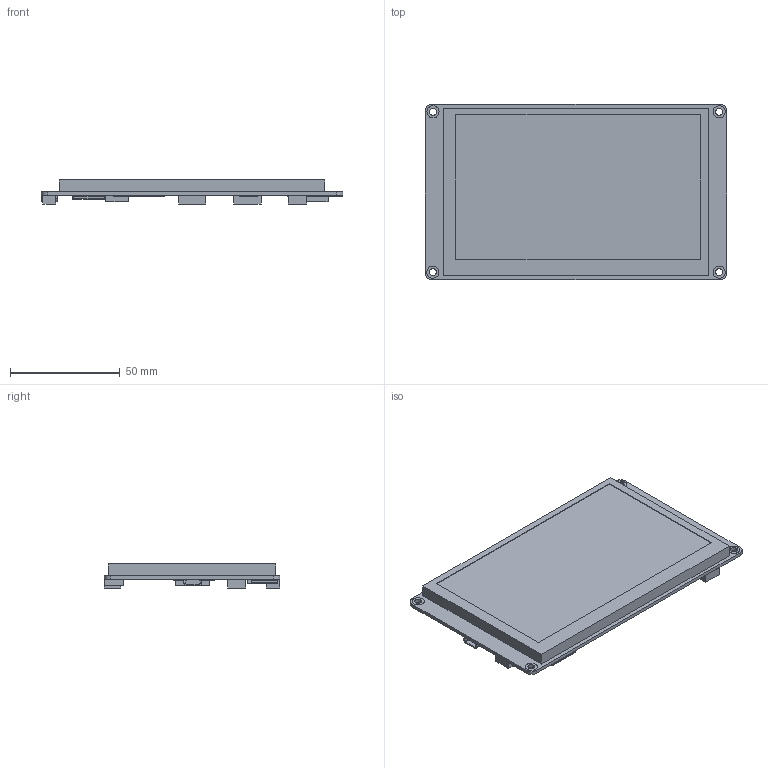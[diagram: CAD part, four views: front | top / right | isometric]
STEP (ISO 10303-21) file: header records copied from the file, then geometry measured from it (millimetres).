
FILE_DESCRIPTION (( 'STEP AP214' ), '1' );
FILE_NAME ('ESP32 display-5.0 Inch HMI Display 800x480 RGB.STEP', '2023-09-02T17:54:43', ( '' ), ( '' ), 'SwSTEP 2.0', 'SolidWorks 2021', '' );
FILE_SCHEMA (( 'AUTOMOTIVE_DESIGN' ));
Length unit declared in the file: millimetre
Products named in the file (1): ESP32 display-5.0 Inch HMI Display 800x480 RGB
Bounding box: 137.2 x 79.9 x 11 mm (x, y, z)
Volume: 67666.6 mm3; surface area: 26408.7 mm2
Topology: 1 solids, 1 shells, 269 faces, 750 edges, 500 vertices
Faces by surface type: plane 243, cylinder 26
Entity records: 11450 total; most frequent: CARTESIAN_POINT 1520, ORIENTED_EDGE 1500, DIRECTION 1342, EDGE_CURVE 750, LINE 698, VECTOR 698, VERTEX_POINT 500, AXIS2_PLACEMENT_3D 322
